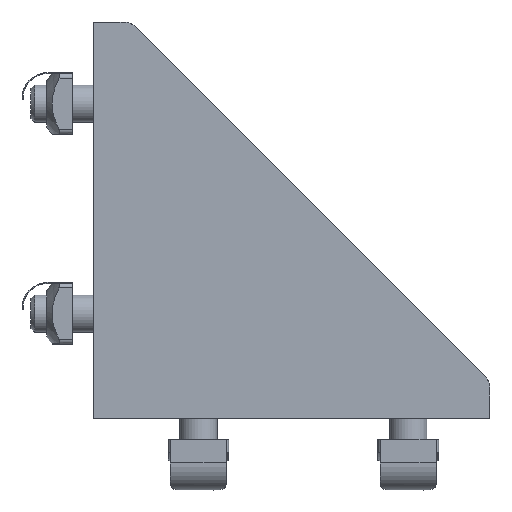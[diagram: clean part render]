
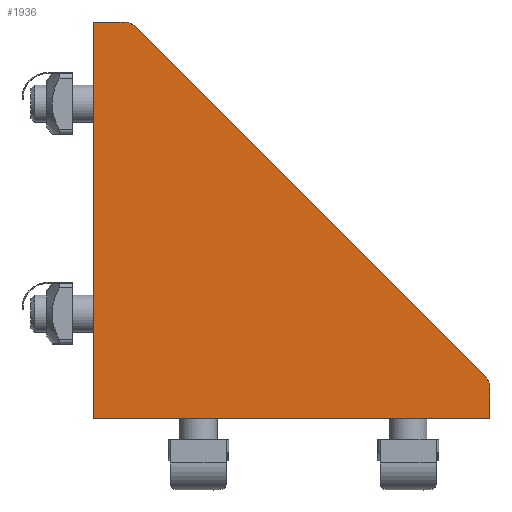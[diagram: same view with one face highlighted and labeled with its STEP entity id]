
A CAD part, top view. The second image highlights one B-rep face of the part: STEP entity #1936.
In plain terms, the highlighted planar face has unit normal (0, 0, 1).
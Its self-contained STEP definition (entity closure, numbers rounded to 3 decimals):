
#150=CIRCLE('',#2137,4.);
#167=CIRCLE('',#2160,4.);
#240=PLANE('',#2215);
#333=FACE_OUTER_BOUND('',#444,.T.);
#444=EDGE_LOOP('',(#1728,#1729,#1730,#1731,#1732,#1733,#1734));
#502=LINE('',#3069,#663);
#605=LINE('',#3452,#766);
#607=LINE('',#3456,#768);
#608=LINE('',#3459,#769);
#610=LINE('',#3462,#771);
#663=VECTOR('',#2376,10.);
#766=VECTOR('',#2703,10.);
#768=VECTOR('',#2707,10.);
#769=VECTOR('',#2710,10.);
#771=VECTOR('',#2714,10.);
#852=VERTEX_POINT('',#3066);
#853=VERTEX_POINT('',#3068);
#903=VERTEX_POINT('',#3246);
#904=VERTEX_POINT('',#3248);
#936=VERTEX_POINT('',#3326);
#962=VERTEX_POINT('',#3454);
#963=VERTEX_POINT('',#3458);
#1055=EDGE_CURVE('',#852,#853,#502,.T.);
#1118=EDGE_CURVE('',#903,#904,#150,.T.);
#1159=EDGE_CURVE('',#936,#852,#167,.T.);
#1220=EDGE_CURVE('',#904,#936,#605,.T.);
#1222=EDGE_CURVE('',#962,#903,#607,.T.);
#1223=EDGE_CURVE('',#853,#963,#608,.T.);
#1225=EDGE_CURVE('',#963,#962,#610,.T.);
#1728=ORIENTED_EDGE('',*,*,#1118,.F.);
#1729=ORIENTED_EDGE('',*,*,#1222,.F.);
#1730=ORIENTED_EDGE('',*,*,#1225,.F.);
#1731=ORIENTED_EDGE('',*,*,#1223,.F.);
#1732=ORIENTED_EDGE('',*,*,#1055,.F.);
#1733=ORIENTED_EDGE('',*,*,#1159,.F.);
#1734=ORIENTED_EDGE('',*,*,#1220,.F.);
#1936=ADVANCED_FACE('',(#333),#240,.T.);
#2137=AXIS2_PLACEMENT_3D('',#3249,#2482,#2483);
#2160=AXIS2_PLACEMENT_3D('',#3328,#2552,#2553);
#2215=AXIS2_PLACEMENT_3D('',#3463,#2715,#2716);
#2376=DIRECTION('',(0.,-1.,0.));
#2482=DIRECTION('center_axis',(0.,0.,-1.));
#2483=DIRECTION('ref_axis',(0.383,0.924,0.));
#2552=DIRECTION('center_axis',(0.,0.,-1.));
#2553=DIRECTION('ref_axis',(0.924,0.383,0.));
#2703=DIRECTION('',(0.707,-0.707,0.));
#2707=DIRECTION('',(1.,0.,0.));
#2710=DIRECTION('',(-1.,0.,0.));
#2714=DIRECTION('',(0.,1.,0.));
#2715=DIRECTION('center_axis',(0.,0.,1.));
#2716=DIRECTION('ref_axis',(1.,0.,0.));
#3066=CARTESIAN_POINT('',(85.,6.343,20.25));
#3068=CARTESIAN_POINT('',(85.,0.,20.25));
#3069=CARTESIAN_POINT('',(85.,8.,20.25));
#3246=CARTESIAN_POINT('',(6.343,85.,20.25));
#3248=CARTESIAN_POINT('',(9.172,83.828,20.25));
#3249=CARTESIAN_POINT('Origin',(6.343,81.,20.25));
#3326=CARTESIAN_POINT('',(83.828,9.172,20.25));
#3328=CARTESIAN_POINT('Origin',(81.,6.343,20.25));
#3452=CARTESIAN_POINT('',(8.,85.,20.25));
#3454=CARTESIAN_POINT('',(0.,85.,20.25));
#3456=CARTESIAN_POINT('',(0.,85.,20.25));
#3458=CARTESIAN_POINT('',(0.,0.,20.25));
#3459=CARTESIAN_POINT('',(85.,0.,20.25));
#3462=CARTESIAN_POINT('',(0.,0.,20.25));
#3463=CARTESIAN_POINT('Origin',(31.835,31.835,20.25));
